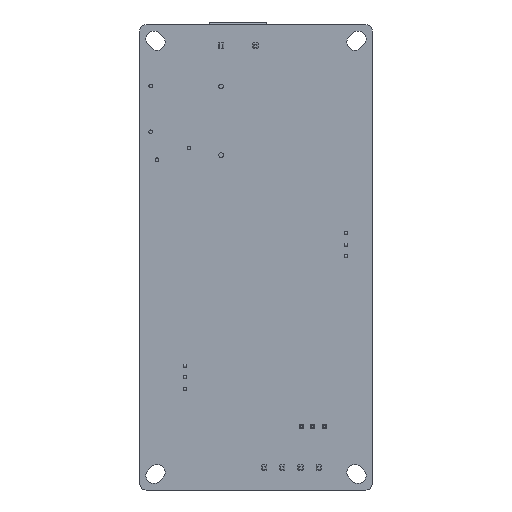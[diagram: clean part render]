
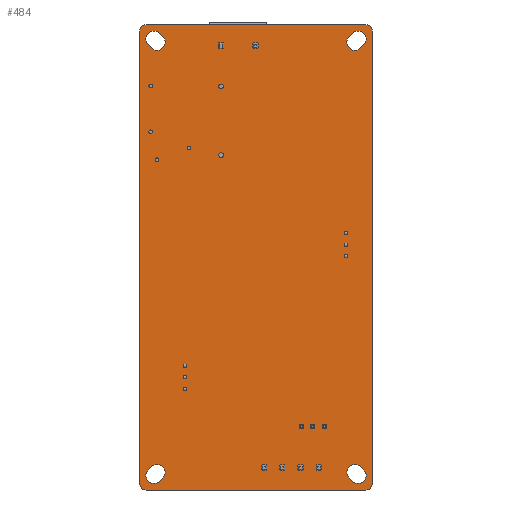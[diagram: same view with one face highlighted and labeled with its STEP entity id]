
A CAD part, front view. The second image highlights one B-rep face of the part: STEP entity #484.
In plain terms, the highlighted planar face has unit normal (0, -1, 0).
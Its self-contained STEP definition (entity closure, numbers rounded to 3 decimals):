
#13=CARTESIAN_POINT('',(-24.,0.,-49.4));
#14=DIRECTION('',(0.,1.,0.));
#15=DIRECTION('',(0.,0.,-1.));
#16=AXIS2_PLACEMENT_3D('',#13,#14,#15);
#18=DIRECTION('',(0.,0.,1.));
#19=VECTOR('',#18,98.8);
#20=CARTESIAN_POINT('',(-25.4,0.,-49.4));
#21=LINE('',#20,#19);
#22=CARTESIAN_POINT('',(-24.,0.,49.4));
#23=DIRECTION('',(0.,1.,0.));
#24=DIRECTION('',(-1.,0.,0.));
#25=AXIS2_PLACEMENT_3D('',#22,#23,#24);
#27=DIRECTION('',(1.,0.,0.));
#28=VECTOR('',#27,48.);
#29=CARTESIAN_POINT('',(-24.,0.,50.8));
#30=LINE('',#29,#28);
#31=CARTESIAN_POINT('',(24.,0.,49.4));
#32=DIRECTION('',(0.,1.,0.));
#33=DIRECTION('',(0.,0.,1.));
#34=AXIS2_PLACEMENT_3D('',#31,#32,#33);
#36=DIRECTION('',(0.,0.,-1.));
#37=VECTOR('',#36,98.8);
#38=CARTESIAN_POINT('',(25.4,0.,49.4));
#39=LINE('',#38,#37);
#40=CARTESIAN_POINT('',(24.,0.,-49.4));
#41=DIRECTION('',(0.,1.,0.));
#42=DIRECTION('',(1.,0.,0.));
#43=AXIS2_PLACEMENT_3D('',#40,#41,#42);
#45=DIRECTION('',(-1.,0.,0.));
#46=VECTOR('',#45,48.);
#47=CARTESIAN_POINT('',(24.,0.,-50.8));
#48=LINE('',#47,#46);
#49=DIRECTION('',(-0.707,0.,-0.707));
#50=VECTOR('',#49,1.);
#51=CARTESIAN_POINT('',(-22.809,0.,-45.719));
#52=LINE('',#51,#50);
#53=CARTESIAN_POINT('',(-22.279,0.,-47.664));
#54=DIRECTION('',(0.,1.,0.));
#55=DIRECTION('',(0.707,0.,-0.707));
#56=AXIS2_PLACEMENT_3D('',#53,#54,#55);
#58=DIRECTION('',(0.707,0.,0.707));
#59=VECTOR('',#58,1.);
#60=CARTESIAN_POINT('',(-21.041,0.,-48.901));
#61=LINE('',#60,#59);
#62=CARTESIAN_POINT('',(-21.571,0.,-46.956));
#63=DIRECTION('',(0.,1.,0.));
#64=DIRECTION('',(-0.707,0.,0.707));
#65=AXIS2_PLACEMENT_3D('',#62,#63,#64);
#67=CARTESIAN_POINT('',(21.571,0.,-46.956));
#68=DIRECTION('',(0.,1.,0.));
#69=DIRECTION('',(-0.707,0.,-0.707));
#70=AXIS2_PLACEMENT_3D('',#67,#68,#69);
#72=DIRECTION('',(0.707,0.,-0.707));
#73=VECTOR('',#72,1.);
#74=CARTESIAN_POINT('',(20.334,0.,-48.194));
#75=LINE('',#74,#73);
#76=CARTESIAN_POINT('',(22.279,0.,-47.664));
#77=DIRECTION('',(0.,1.,0.));
#78=DIRECTION('',(0.707,0.,0.707));
#79=AXIS2_PLACEMENT_3D('',#76,#77,#78);
#81=DIRECTION('',(-0.707,0.,0.707));
#82=VECTOR('',#81,1.);
#83=CARTESIAN_POINT('',(23.516,0.,-46.426));
#84=LINE('',#83,#82);
#85=CARTESIAN_POINT('',(-21.571,0.,46.956));
#86=DIRECTION('',(0.,1.,0.));
#87=DIRECTION('',(0.707,0.,0.707));
#88=AXIS2_PLACEMENT_3D('',#85,#86,#87);
#90=DIRECTION('',(-0.707,0.,0.707));
#91=VECTOR('',#90,1.);
#92=CARTESIAN_POINT('',(-20.334,0.,48.194));
#93=LINE('',#92,#91);
#94=CARTESIAN_POINT('',(-22.279,0.,47.664));
#95=DIRECTION('',(0.,1.,0.));
#96=DIRECTION('',(-0.707,0.,-0.707));
#97=AXIS2_PLACEMENT_3D('',#94,#95,#96);
#99=DIRECTION('',(0.707,0.,-0.707));
#100=VECTOR('',#99,1.);
#101=CARTESIAN_POINT('',(-23.516,0.,46.426));
#102=LINE('',#101,#100);
#103=DIRECTION('',(0.707,0.,0.707));
#104=VECTOR('',#103,1.);
#105=CARTESIAN_POINT('',(22.809,0.,45.719));
#106=LINE('',#105,#104);
#107=CARTESIAN_POINT('',(22.279,0.,47.664));
#108=DIRECTION('',(0.,1.,0.));
#109=DIRECTION('',(-0.707,0.,0.707));
#110=AXIS2_PLACEMENT_3D('',#107,#108,#109);
#112=DIRECTION('',(-0.707,0.,-0.707));
#113=VECTOR('',#112,1.);
#114=CARTESIAN_POINT('',(21.041,0.,48.901));
#115=LINE('',#114,#113);
#116=CARTESIAN_POINT('',(21.571,0.,46.956));
#117=DIRECTION('',(0.,1.,0.));
#118=DIRECTION('',(0.707,0.,-0.707));
#119=AXIS2_PLACEMENT_3D('',#116,#117,#118);
#325=CARTESIAN_POINT('',(-25.4,0.,-49.4));
#326=CARTESIAN_POINT('',(-25.4,0.,49.4));
#327=VERTEX_POINT('',#325);
#328=VERTEX_POINT('',#326);
#329=CARTESIAN_POINT('',(-24.,0.,50.8));
#330=CARTESIAN_POINT('',(24.,0.,50.8));
#331=VERTEX_POINT('',#329);
#332=VERTEX_POINT('',#330);
#333=CARTESIAN_POINT('',(25.4,0.,49.4));
#334=CARTESIAN_POINT('',(25.4,0.,-49.4));
#335=VERTEX_POINT('',#333);
#336=VERTEX_POINT('',#334);
#337=CARTESIAN_POINT('',(24.,0.,-50.8));
#338=CARTESIAN_POINT('',(-24.,0.,-50.8));
#339=VERTEX_POINT('',#337);
#340=VERTEX_POINT('',#338);
#357=CARTESIAN_POINT('',(-22.809,0.,-45.719));
#358=CARTESIAN_POINT('',(-23.516,0.,-46.426));
#359=VERTEX_POINT('',#357);
#360=VERTEX_POINT('',#358);
#361=CARTESIAN_POINT('',(-21.041,0.,-48.901));
#362=VERTEX_POINT('',#361);
#363=CARTESIAN_POINT('',(-20.334,0.,-48.194));
#364=VERTEX_POINT('',#363);
#365=CARTESIAN_POINT('',(20.334,0.,-48.194));
#366=CARTESIAN_POINT('',(22.809,0.,-45.719));
#367=VERTEX_POINT('',#365);
#368=VERTEX_POINT('',#366);
#369=CARTESIAN_POINT('',(21.041,0.,-48.901));
#370=VERTEX_POINT('',#369);
#371=CARTESIAN_POINT('',(23.516,0.,-46.426));
#372=VERTEX_POINT('',#371);
#373=CARTESIAN_POINT('',(-20.334,0.,48.194));
#374=CARTESIAN_POINT('',(-22.809,0.,45.719));
#375=VERTEX_POINT('',#373);
#376=VERTEX_POINT('',#374);
#377=CARTESIAN_POINT('',(-21.041,0.,48.901));
#378=VERTEX_POINT('',#377);
#379=CARTESIAN_POINT('',(-23.516,0.,46.426));
#380=VERTEX_POINT('',#379);
#381=CARTESIAN_POINT('',(22.809,0.,45.719));
#382=CARTESIAN_POINT('',(23.516,0.,46.426));
#383=VERTEX_POINT('',#381);
#384=VERTEX_POINT('',#382);
#385=CARTESIAN_POINT('',(21.041,0.,48.901));
#386=VERTEX_POINT('',#385);
#387=CARTESIAN_POINT('',(20.334,0.,48.194));
#388=VERTEX_POINT('',#387);
#421=CARTESIAN_POINT('',(0.,0.,0.));
#422=DIRECTION('',(0.,1.,0.));
#423=DIRECTION('',(1.,0.,0.));
#424=AXIS2_PLACEMENT_3D('',#421,#422,#423);
#425=PLANE('',#424);
#427=ORIENTED_EDGE('',*,*,#426,.T.);
#429=ORIENTED_EDGE('',*,*,#428,.T.);
#431=ORIENTED_EDGE('',*,*,#430,.T.);
#433=ORIENTED_EDGE('',*,*,#432,.T.);
#435=ORIENTED_EDGE('',*,*,#434,.T.);
#437=ORIENTED_EDGE('',*,*,#436,.T.);
#439=ORIENTED_EDGE('',*,*,#438,.T.);
#441=ORIENTED_EDGE('',*,*,#440,.T.);
#442=EDGE_LOOP('',(#427,#429,#431,#433,#435,#437,#439,#441));
#443=FACE_OUTER_BOUND('',#442,.F.);
#445=ORIENTED_EDGE('',*,*,#444,.T.);
#447=ORIENTED_EDGE('',*,*,#446,.F.);
#449=ORIENTED_EDGE('',*,*,#448,.T.);
#451=ORIENTED_EDGE('',*,*,#450,.F.);
#452=EDGE_LOOP('',(#445,#447,#449,#451));
#453=FACE_BOUND('',#452,.F.);
#455=ORIENTED_EDGE('',*,*,#454,.F.);
#457=ORIENTED_EDGE('',*,*,#456,.T.);
#459=ORIENTED_EDGE('',*,*,#458,.F.);
#461=ORIENTED_EDGE('',*,*,#460,.T.);
#462=EDGE_LOOP('',(#455,#457,#459,#461));
#463=FACE_BOUND('',#462,.F.);
#465=ORIENTED_EDGE('',*,*,#464,.F.);
#467=ORIENTED_EDGE('',*,*,#466,.T.);
#469=ORIENTED_EDGE('',*,*,#468,.F.);
#471=ORIENTED_EDGE('',*,*,#470,.T.);
#472=EDGE_LOOP('',(#465,#467,#469,#471));
#473=FACE_BOUND('',#472,.F.);
#475=ORIENTED_EDGE('',*,*,#474,.T.);
#477=ORIENTED_EDGE('',*,*,#476,.F.);
#479=ORIENTED_EDGE('',*,*,#478,.T.);
#481=ORIENTED_EDGE('',*,*,#480,.F.);
#482=EDGE_LOOP('',(#475,#477,#479,#481));
#483=FACE_BOUND('',#482,.F.);
#17=CIRCLE('',#16,1.4);
#26=CIRCLE('',#25,1.4);
#35=CIRCLE('',#34,1.4);
#44=CIRCLE('',#43,1.4);
#57=CIRCLE('',#56,1.75);
#66=CIRCLE('',#65,1.75);
#71=CIRCLE('',#70,1.75);
#80=CIRCLE('',#79,1.75);
#89=CIRCLE('',#88,1.75);
#98=CIRCLE('',#97,1.75);
#111=CIRCLE('',#110,1.75);
#120=CIRCLE('',#119,1.75);
#426=EDGE_CURVE('',#340,#327,#17,.T.);
#428=EDGE_CURVE('',#327,#328,#21,.T.);
#430=EDGE_CURVE('',#328,#331,#26,.T.);
#432=EDGE_CURVE('',#331,#332,#30,.T.);
#434=EDGE_CURVE('',#332,#335,#35,.T.);
#436=EDGE_CURVE('',#335,#336,#39,.T.);
#438=EDGE_CURVE('',#336,#339,#44,.T.);
#440=EDGE_CURVE('',#339,#340,#48,.T.);
#444=EDGE_CURVE('',#359,#360,#52,.T.);
#446=EDGE_CURVE('',#362,#360,#57,.T.);
#448=EDGE_CURVE('',#362,#364,#61,.T.);
#450=EDGE_CURVE('',#359,#364,#66,.T.);
#454=EDGE_CURVE('',#367,#368,#71,.T.);
#456=EDGE_CURVE('',#367,#370,#75,.T.);
#458=EDGE_CURVE('',#372,#370,#80,.T.);
#460=EDGE_CURVE('',#372,#368,#84,.T.);
#464=EDGE_CURVE('',#375,#376,#89,.T.);
#466=EDGE_CURVE('',#375,#378,#93,.T.);
#468=EDGE_CURVE('',#380,#378,#98,.T.);
#470=EDGE_CURVE('',#380,#376,#102,.T.);
#474=EDGE_CURVE('',#383,#384,#106,.T.);
#476=EDGE_CURVE('',#386,#384,#111,.T.);
#478=EDGE_CURVE('',#386,#388,#115,.T.);
#480=EDGE_CURVE('',#383,#388,#120,.T.);
#484=ADVANCED_FACE('',(#443,#453,#463,#473,#483),#425,.F.);
